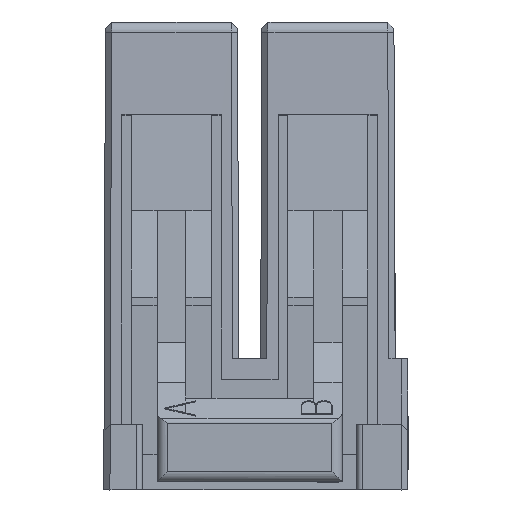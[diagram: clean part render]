
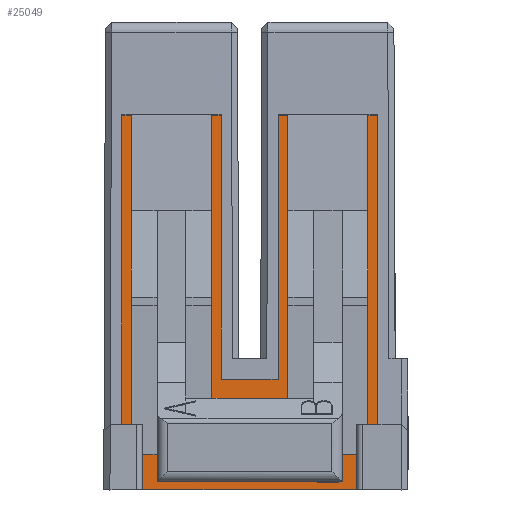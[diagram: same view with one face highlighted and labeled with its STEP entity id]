
A CAD part, left-side view. The second image highlights one B-rep face of the part: STEP entity #25049.
In plain terms, the highlighted planar face has unit normal (-1, 0, -0.005).
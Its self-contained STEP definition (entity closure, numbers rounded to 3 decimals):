
#24929=CARTESIAN_POINT('',(-2.13,-6.235,-22.8));
#24930=VERTEX_POINT('',#24929);
#24970=CARTESIAN_POINT('',(-2.25,-6.235,0.));
#24971=VERTEX_POINT('',#24970);
#24978=CARTESIAN_POINT('',(-2.25,-6.235,0.));
#24979=DIRECTION('',(0.005,0.,-1.));
#24980=VECTOR('',#24979,22.8);
#24981=LINE('',#24978,#24980);
#24982=EDGE_CURVE('',#24971,#24930,#24981,.T.);
#24987=CARTESIAN_POINT('',(-2.19,0.,-11.4));
#24988=DIRECTION('',(-0.005,0.,1.));
#24989=DIRECTION('',(-1.,0.,-0.005));
#24990=AXIS2_PLACEMENT_3D('',#24987,#24989,#24988);
#24991=PLANE('',#24990);
#24992=CARTESIAN_POINT('',(-2.158,-1.385,-17.4));
#24993=VERTEX_POINT('',#24992);
#24994=CARTESIAN_POINT('',(-2.158,1.385,-17.4));
#24995=VERTEX_POINT('',#24994);
#24996=CARTESIAN_POINT('',(-2.158,-1.385,-17.4));
#24997=DIRECTION('',(0.,1.,0.));
#24998=VECTOR('',#24997,2.77);
#24999=LINE('',#24996,#24998);
#25000=EDGE_CURVE('',#24993,#24995,#24999,.T.);
#25001=ORIENTED_EDGE('',*,*,#25000,.T.);
#25002=CARTESIAN_POINT('',(-2.25,1.385,0.));
#25003=VERTEX_POINT('',#25002);
#25004=CARTESIAN_POINT('',(-2.158,1.385,-17.4));
#25005=DIRECTION('',(-0.005,0.,1.));
#25006=VECTOR('',#25005,17.4);
#25007=LINE('',#25004,#25006);
#25008=EDGE_CURVE('',#24995,#25003,#25007,.T.);
#25009=ORIENTED_EDGE('',*,*,#25008,.T.);
#25010=CARTESIAN_POINT('',(-2.25,6.235,0.));
#25011=VERTEX_POINT('',#25010);
#25012=CARTESIAN_POINT('',(-2.25,1.385,0.));
#25013=DIRECTION('',(0.,1.,0.));
#25014=VECTOR('',#25013,4.85);
#25015=LINE('',#25012,#25014);
#25016=EDGE_CURVE('',#25003,#25011,#25015,.T.);
#25017=ORIENTED_EDGE('',*,*,#25016,.T.);
#25018=CARTESIAN_POINT('',(-2.13,6.235,-22.8));
#25019=VERTEX_POINT('',#25018);
#25020=CARTESIAN_POINT('',(-2.25,6.235,0.));
#25021=DIRECTION('',(0.005,0.,-1.));
#25022=VECTOR('',#25021,22.8);
#25023=LINE('',#25020,#25022);
#25024=EDGE_CURVE('',#25011,#25019,#25023,.T.);
#25025=ORIENTED_EDGE('',*,*,#25024,.T.);
#25026=CARTESIAN_POINT('',(-2.13,6.235,-22.8));
#25027=DIRECTION('',(0.,-1.,0.));
#25028=VECTOR('',#25027,12.47);
#25029=LINE('',#25026,#25028);
#25030=EDGE_CURVE('',#25019,#24930,#25029,.T.);
#25031=ORIENTED_EDGE('',*,*,#25030,.T.);
#25032=ORIENTED_EDGE('',*,*,#24982,.F.);
#25033=CARTESIAN_POINT('',(-2.25,-1.385,0.));
#25034=VERTEX_POINT('',#25033);
#25035=CARTESIAN_POINT('',(-2.25,-6.235,0.));
#25036=DIRECTION('',(0.,1.,0.));
#25037=VECTOR('',#25036,4.85);
#25038=LINE('',#25035,#25037);
#25039=EDGE_CURVE('',#24971,#25034,#25038,.T.);
#25040=ORIENTED_EDGE('',*,*,#25039,.T.);
#25041=CARTESIAN_POINT('',(-2.25,-1.385,0.));
#25042=DIRECTION('',(0.005,0.,-1.));
#25043=VECTOR('',#25042,17.4);
#25044=LINE('',#25041,#25043);
#25045=EDGE_CURVE('',#25034,#24993,#25044,.T.);
#25046=ORIENTED_EDGE('',*,*,#25045,.T.);
#25047=EDGE_LOOP('',(#25001,#25009,#25017,#25025,#25031,#25032,#25040,#25046));
#25048=FACE_OUTER_BOUND('',#25047,.T.);
#25049=ADVANCED_FACE('',(#25048),#24991,.T.);
